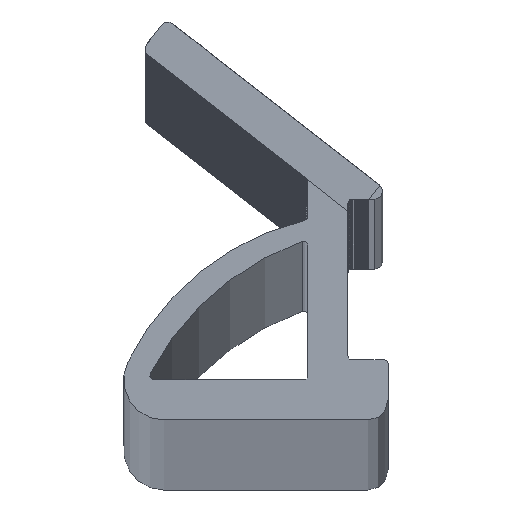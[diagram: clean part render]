
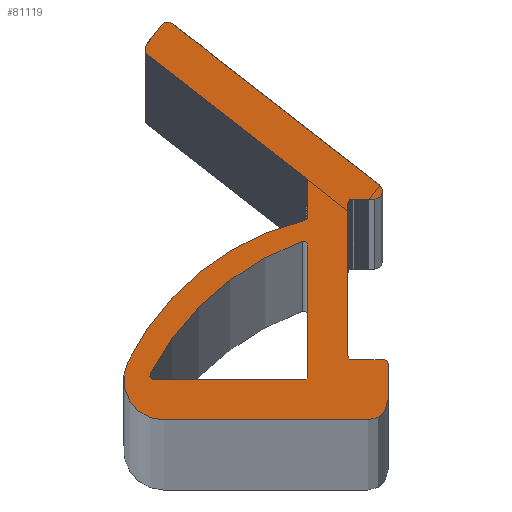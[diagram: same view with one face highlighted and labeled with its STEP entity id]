
A CAD part, top view. The second image highlights one B-rep face of the part: STEP entity #81119.
In plain terms, the highlighted planar face has unit normal (0, 0, 1).
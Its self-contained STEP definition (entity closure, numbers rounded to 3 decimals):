
#49450=CARTESIAN_POINT('',(-0.326,5.5,1000.0));
#49451=VERTEX_POINT('',#49450);
#49458=CARTESIAN_POINT('',(-0.9,5.5,1000.0));
#49459=VERTEX_POINT('',#49458);
#49460=CARTESIAN_POINT('',(-0.9,5.5,1000.0));
#49461=DIRECTION('',(1.0,0.0,0.0));
#49462=VECTOR('',#49461,0.574);
#49463=LINE('',#49460,#49462);
#49464=EDGE_CURVE('',#49459,#49451,#49463,.T.);
#55911=CARTESIAN_POINT('',(-2.039,6.02,1000.0));
#55912=VERTEX_POINT('',#55911);
#55919=CARTESIAN_POINT('',(-5.98,9.088,1000.0));
#55920=VERTEX_POINT('',#55919);
#55921=CARTESIAN_POINT('',(-5.98,9.088,1000.0));
#55922=DIRECTION('',(0.789,-0.614,0.0));
#55923=VECTOR('',#55922,4.995);
#55924=LINE('',#55921,#55923);
#55925=EDGE_CURVE('',#55920,#55912,#55924,.T.);
#58761=CARTESIAN_POINT('',(-6.015,9.369,1000.0));
#58762=VERTEX_POINT('',#58761);
#58763=CARTESIAN_POINT('',(-5.857,9.246,1000.0));
#58764=DIRECTION('',(0.0,0.0,-1.0));
#58765=DIRECTION('',(-0.992,-0.124,0.0));
#58766=AXIS2_PLACEMENT_3D('',#58763,#58764,#58765);
#58767=CIRCLE('',#58766,0.2);
#58768=EDGE_CURVE('',#55920,#58762,#58767,.T.);
#61598=CARTESIAN_POINT('',(-5.646,9.842,1000.0));
#61599=VERTEX_POINT('',#61598);
#61600=CARTESIAN_POINT('',(-5.646,9.842,1000.0));
#61601=DIRECTION('',(-0.614,-0.789,0.0));
#61602=VECTOR('',#61601,0.6);
#61603=LINE('',#61600,#61602);
#61604=EDGE_CURVE('',#61599,#58762,#61603,.T.);
#64435=CARTESIAN_POINT('',(-5.366,9.877,1000.0));
#64436=VERTEX_POINT('',#64435);
#64437=CARTESIAN_POINT('',(-5.489,9.719,1000.0));
#64438=DIRECTION('',(0.0,0.0,-1.0));
#64439=DIRECTION('',(-0.124,0.992,0.0));
#64440=AXIS2_PLACEMENT_3D('',#64437,#64438,#64439);
#64441=CIRCLE('',#64440,0.2);
#64442=EDGE_CURVE('',#61599,#64436,#64441,.T.);
#76578=CARTESIAN_POINT('',(-0.203,5.858,1000.0));
#76579=VERTEX_POINT('',#76578);
#76580=CARTESIAN_POINT('',(-0.203,5.858,1000.0));
#76581=DIRECTION('',(-0.789,0.614,0.0));
#76582=VECTOR('',#76581,6.543);
#76583=LINE('',#76580,#76582);
#76584=EDGE_CURVE('',#76579,#64436,#76583,.T.);
#78828=CARTESIAN_POINT('',(-1.,5.4,1000.0));
#78829=VERTEX_POINT('',#78828);
#78836=CARTESIAN_POINT('',(-1.0,1.6,1000.0));
#78837=VERTEX_POINT('',#78836);
#78838=CARTESIAN_POINT('',(-1.0,1.6,1000.0));
#78839=DIRECTION('',(0.0,1.0,0.0));
#78840=VECTOR('',#78839,3.8);
#78841=LINE('',#78838,#78840);
#78842=EDGE_CURVE('',#78837,#78829,#78841,.T.);
#79538=CARTESIAN_POINT('',(-0.9,5.4,1000.0));
#79539=DIRECTION('',(0.0,0.0,1.0));
#79540=DIRECTION('',(-0.707,0.707,0.0));
#79541=AXIS2_PLACEMENT_3D('',#79538,#79539,#79540);
#79542=CIRCLE('',#79541,0.1);
#79543=EDGE_CURVE('',#49459,#78829,#79542,.T.);
#79812=CARTESIAN_POINT('',(-2.,5.941,1000.0));
#79813=VERTEX_POINT('',#79812);
#79820=CARTESIAN_POINT('',(-2.1,5.941,1000.0));
#79821=DIRECTION('',(0.0,0.0,1.0));
#79822=DIRECTION('',(0.898,0.439,0.0));
#79823=AXIS2_PLACEMENT_3D('',#79820,#79821,#79822);
#79824=CIRCLE('',#79823,0.1);
#79825=EDGE_CURVE('',#79813,#55912,#79824,.T.);
#80177=CARTESIAN_POINT('',(-2.,5.069,1000.0));
#80178=VERTEX_POINT('',#80177);
#80185=CARTESIAN_POINT('',(-2.,5.941,1000.0));
#80186=DIRECTION('',(0.0,-1.0,0.0));
#80187=VECTOR('',#80186,0.872);
#80188=LINE('',#80185,#80187);
#80189=EDGE_CURVE('',#79813,#80178,#80188,.T.);
#80208=CARTESIAN_POINT('',(-2.076,4.972,1000.0));
#80209=VERTEX_POINT('',#80208);
#80216=CARTESIAN_POINT('',(-2.1,5.069,1000.0));
#80217=DIRECTION('',(0.0,0.0,1.0));
#80218=DIRECTION('',(0.786,-0.618,0.0));
#80219=AXIS2_PLACEMENT_3D('',#80216,#80217,#80218);
#80220=CIRCLE('',#80219,0.1);
#80221=EDGE_CURVE('',#80209,#80178,#80220,.T.);
#80242=CARTESIAN_POINT('',(-6.485,1.442,1000.0));
#80243=VERTEX_POINT('',#80242);
#80250=CARTESIAN_POINT('',(-0.51,-1.504,1000.0));
#80251=DIRECTION('',(0.0,0.0,1.0));
#80252=DIRECTION('',(0.224,-0.975,0.0));
#80253=AXIS2_PLACEMENT_3D('',#80250,#80251,#80252);
#80254=CIRCLE('',#80253,6.662);
#80255=EDGE_CURVE('',#80209,#80243,#80254,.T.);
#80414=CARTESIAN_POINT('',(-5.588,0.0,1000.0));
#80415=VERTEX_POINT('',#80414);
#80416=CARTESIAN_POINT('',(-5.588,1.,1000.0));
#80417=DIRECTION('',(0.0,0.0,-1.0));
#80418=DIRECTION('',(-0.849,-0.528,0.0));
#80419=AXIS2_PLACEMENT_3D('',#80416,#80417,#80418);
#80420=CIRCLE('',#80419,1.0);
#80421=EDGE_CURVE('',#80415,#80243,#80420,.T.);
#80441=CARTESIAN_POINT('',(-0.5,0.0,1000.0));
#80442=VERTEX_POINT('',#80441);
#80449=CARTESIAN_POINT('',(-5.588,0.0,1000.0));
#80450=DIRECTION('',(1.0,0.0,0.0));
#80451=VECTOR('',#80450,5.088);
#80452=LINE('',#80449,#80451);
#80453=EDGE_CURVE('',#80415,#80442,#80452,.T.);
#80465=CARTESIAN_POINT('',(-0.9,1.5,1000.0));
#80466=VERTEX_POINT('',#80465);
#80467=CARTESIAN_POINT('',(-0.9,1.6,1000.0));
#80468=DIRECTION('',(0.0,0.0,1.0));
#80469=DIRECTION('',(-0.707,-0.707,0.0));
#80470=AXIS2_PLACEMENT_3D('',#80467,#80468,#80469);
#80471=CIRCLE('',#80470,0.1);
#80472=EDGE_CURVE('',#78837,#80466,#80471,.T.);
#80489=CARTESIAN_POINT('',(-2.1,1.,1000.0));
#80490=VERTEX_POINT('',#80489);
#80497=CARTESIAN_POINT('',(-2.,1.1,1000.0));
#80498=VERTEX_POINT('',#80497);
#80499=CARTESIAN_POINT('',(-2.1,1.1,1000.0));
#80500=DIRECTION('',(0.0,0.0,1.0));
#80501=DIRECTION('',(0.707,-0.707,0.0));
#80502=AXIS2_PLACEMENT_3D('',#80499,#80500,#80501);
#80503=CIRCLE('',#80502,0.1);
#80504=EDGE_CURVE('',#80490,#80498,#80503,.T.);
#80522=CARTESIAN_POINT('',(-5.838,1.0,1000.0));
#80523=VERTEX_POINT('',#80522);
#80530=CARTESIAN_POINT('',(-2.1,1.,1000.0));
#80531=DIRECTION('',(-1.0,0.0,0.0));
#80532=VECTOR('',#80531,3.738);
#80533=LINE('',#80530,#80532);
#80534=EDGE_CURVE('',#80490,#80523,#80533,.T.);
#80545=CARTESIAN_POINT('',(-2.0,4.36,1000.0));
#80546=VERTEX_POINT('',#80545);
#80553=CARTESIAN_POINT('',(-2.134,4.454,1000.0));
#80554=VERTEX_POINT('',#80553);
#80555=CARTESIAN_POINT('',(-2.1,4.36,1000.0));
#80556=DIRECTION('',(0.0,0.0,1.0));
#80557=DIRECTION('',(0.576,0.817,0.0));
#80558=AXIS2_PLACEMENT_3D('',#80555,#80556,#80557);
#80559=CIRCLE('',#80558,0.1);
#80560=EDGE_CURVE('',#80546,#80554,#80559,.T.);
#80577=CARTESIAN_POINT('',(-2.0,4.36,1000.0));
#80578=DIRECTION('',(0.0,-1.0,0.0));
#80579=VECTOR('',#80578,3.26);
#80580=LINE('',#80577,#80579);
#80581=EDGE_CURVE('',#80546,#80498,#80580,.T.);
#80594=CARTESIAN_POINT('',(-5.926,1.146,1000.0));
#80595=VERTEX_POINT('',#80594);
#80602=CARTESIAN_POINT('',(-5.838,1.1,1000.0));
#80603=DIRECTION('',(0.0,0.0,1.0));
#80604=DIRECTION('',(-0.855,-0.519,0.0));
#80605=AXIS2_PLACEMENT_3D('',#80602,#80603,#80604);
#80606=CIRCLE('',#80605,0.1);
#80607=EDGE_CURVE('',#80595,#80523,#80606,.T.);
#80619=CARTESIAN_POINT('',(0.176,-2.022,1000.0));
#80620=DIRECTION('',(0.0,0.0,-1.0));
#80621=DIRECTION('',(0.316,-0.949,0.0));
#80622=AXIS2_PLACEMENT_3D('',#80619,#80620,#80621);
#80623=CIRCLE('',#80622,6.876);
#80624=EDGE_CURVE('',#80595,#80554,#80623,.T.);
#80648=CARTESIAN_POINT('',(-0.1,1.5,1000.0));
#80649=VERTEX_POINT('',#80648);
#80650=CARTESIAN_POINT('',(0.,1.4,1000.0));
#80651=VERTEX_POINT('',#80650);
#80652=CARTESIAN_POINT('',(-0.1,1.4,1000.0));
#80653=DIRECTION('',(0.0,0.0,-1.0));
#80654=DIRECTION('',(0.707,0.707,0.0));
#80655=AXIS2_PLACEMENT_3D('',#80652,#80653,#80654);
#80656=CIRCLE('',#80655,0.1);
#80657=EDGE_CURVE('',#80649,#80651,#80656,.T.);
#80681=CARTESIAN_POINT('',(0.,0.5,1000.0));
#80682=VERTEX_POINT('',#80681);
#80683=CARTESIAN_POINT('',(0.,0.5,1000.0));
#80684=DIRECTION('',(0.0,1.0,0.0));
#80685=VECTOR('',#80684,0.9);
#80686=LINE('',#80683,#80685);
#80687=EDGE_CURVE('',#80682,#80651,#80686,.T.);
#80704=CARTESIAN_POINT('',(-0.5,0.5,1000.0));
#80705=DIRECTION('',(0.0,0.0,-1.0));
#80706=DIRECTION('',(0.707,-0.707,0.0));
#80707=AXIS2_PLACEMENT_3D('',#80704,#80705,#80706);
#80708=CIRCLE('',#80707,0.5);
#80709=EDGE_CURVE('',#80682,#80442,#80708,.T.);
#81056=CARTESIAN_POINT('',(-0.326,5.7,1000.0));
#81057=DIRECTION('',(0.0,0.0,-1.0));
#81058=DIRECTION('',(0.0,-1.0,0.0));
#81059=AXIS2_PLACEMENT_3D('',#81056,#81057,#81058);
#81060=CIRCLE('',#81059,0.2);
#81061=EDGE_CURVE('',#76579,#49451,#81060,.T.);
#81073=CARTESIAN_POINT('',(-0.1,1.5,1000.0));
#81074=DIRECTION('',(-1.0,0.0,0.0));
#81075=VECTOR('',#81074,0.8);
#81076=LINE('',#81073,#81075);
#81077=EDGE_CURVE('',#80649,#80466,#81076,.T.);
#81084=CARTESIAN_POINT('',(-3.064,4.337,1000.0));
#81085=DIRECTION('',(0.0,0.0,1.0));
#81086=DIRECTION('',(1.0,0.0,0.0));
#81087=AXIS2_PLACEMENT_3D('',#81084,#81085,#81086);
#81088=PLANE('',#81087);
#81089=ORIENTED_EDGE('',*,*,#58768,.F.);
#81090=ORIENTED_EDGE('',*,*,#55925,.T.);
#81091=ORIENTED_EDGE('',*,*,#79825,.F.);
#81092=ORIENTED_EDGE('',*,*,#80189,.T.);
#81093=ORIENTED_EDGE('',*,*,#80221,.F.);
#81094=ORIENTED_EDGE('',*,*,#80255,.T.);
#81095=ORIENTED_EDGE('',*,*,#80421,.F.);
#81096=ORIENTED_EDGE('',*,*,#80453,.T.);
#81097=ORIENTED_EDGE('',*,*,#80709,.F.);
#81098=ORIENTED_EDGE('',*,*,#80687,.T.);
#81099=ORIENTED_EDGE('',*,*,#80657,.F.);
#81100=ORIENTED_EDGE('',*,*,#81077,.T.);
#81101=ORIENTED_EDGE('',*,*,#80472,.F.);
#81102=ORIENTED_EDGE('',*,*,#78842,.T.);
#81103=ORIENTED_EDGE('',*,*,#79543,.F.);
#81104=ORIENTED_EDGE('',*,*,#49464,.T.);
#81105=ORIENTED_EDGE('',*,*,#81061,.F.);
#81106=ORIENTED_EDGE('',*,*,#76584,.T.);
#81107=ORIENTED_EDGE('',*,*,#64442,.F.);
#81108=ORIENTED_EDGE('',*,*,#61604,.T.);
#81109=EDGE_LOOP('',(#81089,#81090,#81091,#81092,#81093,#81094,#81095,#81096,#81097,#81098,#81099,#81100,#81101,#81102,#81103,#81104,#81105,#81106,#81107,#81108));
#81110=FACE_OUTER_BOUND('',#81109,.T.);
#81111=ORIENTED_EDGE('',*,*,#80534,.T.);
#81112=ORIENTED_EDGE('',*,*,#80607,.F.);
#81113=ORIENTED_EDGE('',*,*,#80624,.T.);
#81114=ORIENTED_EDGE('',*,*,#80560,.F.);
#81115=ORIENTED_EDGE('',*,*,#80581,.T.);
#81116=ORIENTED_EDGE('',*,*,#80504,.F.);
#81117=EDGE_LOOP('',(#81111,#81112,#81113,#81114,#81115,#81116));
#81118=FACE_BOUND('',#81117,.T.);
#81119=ADVANCED_FACE('',(#81110,#81118),#81088,.T.);
